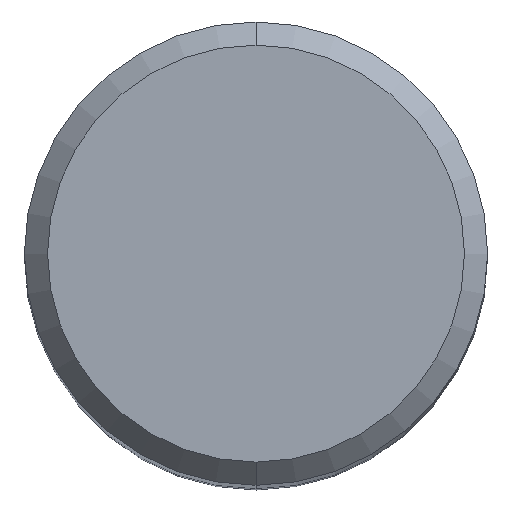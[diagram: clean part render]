
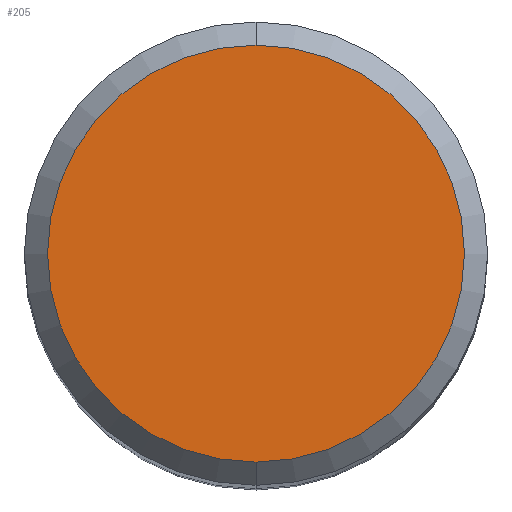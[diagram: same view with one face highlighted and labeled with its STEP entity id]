
A CAD part, top view. The second image highlights one B-rep face of the part: STEP entity #205.
In plain terms, the highlighted planar face has unit normal (0, 0, 1).
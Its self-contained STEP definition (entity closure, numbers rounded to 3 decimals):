
#205=ADVANCED_FACE('',(#515),#516,.T.);
#271=VERTEX_POINT('',#585);
#295=VERTEX_POINT('',#611);
#321=EDGE_CURVE('',#295,#271,#639,.T.);
#435=EDGE_CURVE('',#271,#295,#768,.T.);
#515=FACE_OUTER_BOUND('',#893,.T.);
#516=PLANE('',#894);
#585=CARTESIAN_POINT('',(0.0,4.5,0.0));
#611=CARTESIAN_POINT('',(0.,-4.5,0.0));
#639=CIRCLE('',#1186,4.5);
#768=CIRCLE('',#1409,4.5);
#893=EDGE_LOOP('',(#1512,#1513));
#894=AXIS2_PLACEMENT_3D('',#1514,#1515,#1516);
#1186=AXIS2_PLACEMENT_3D('',#1631,#1632,#1633);
#1409=AXIS2_PLACEMENT_3D('',#1798,#1799,#1800);
#1512=ORIENTED_EDGE('',*,*,#435,.F.);
#1513=ORIENTED_EDGE('',*,*,#321,.F.);
#1514=CARTESIAN_POINT('',(0.0,2.25,0.0));
#1515=DIRECTION('',(-0.0,0.0,1.0));
#1516=DIRECTION('',(0.0,-1.0,0.0));
#1631=CARTESIAN_POINT('',(0.0,0.0,0.0));
#1632=DIRECTION('',(0.0,0.0,-1.0));
#1633=DIRECTION('',(0.0,1.0,0.0));
#1798=CARTESIAN_POINT('',(0.0,0.0,0.0));
#1799=DIRECTION('',(0.0,0.0,-1.0));
#1800=DIRECTION('',(0.0,1.0,0.0));
